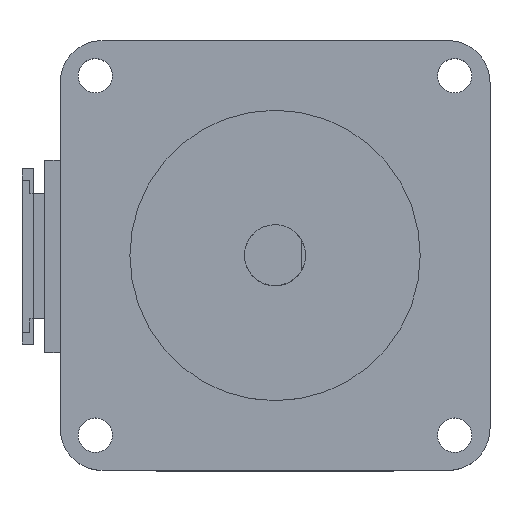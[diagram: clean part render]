
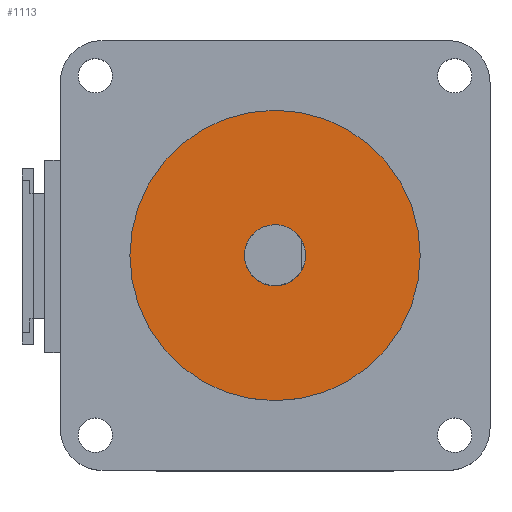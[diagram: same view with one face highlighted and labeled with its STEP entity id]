
A CAD part, top view. The second image highlights one B-rep face of the part: STEP entity #1113.
In plain terms, the highlighted planar face has unit normal (0, 0, 1).
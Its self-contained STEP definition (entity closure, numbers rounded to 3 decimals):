
#7 = DIRECTION ( 'NONE',  ( 0., 0., 1. ) ) ;
#90 = CARTESIAN_POINT ( 'NONE',  ( -4., 0., 1.6 ) ) ;
#146 = CARTESIAN_POINT ( 'NONE',  ( 0., 0., 1.6 ) ) ;
#190 = CIRCLE ( 'NONE', #4502, 19.05 ) ;
#266 = DIRECTION ( 'NONE',  ( 0., 0., -1. ) ) ;
#758 = CARTESIAN_POINT ( 'NONE',  ( 0., 0., 1.6 ) ) ;
#795 = FACE_OUTER_BOUND ( 'NONE', #4147, .T. ) ;
#817 = EDGE_CURVE ( 'NONE', #3101, #2217, #190, .T. ) ;
#849 = CARTESIAN_POINT ( 'NONE',  ( 0., 0., 1.6 ) ) ;
#908 = ORIENTED_EDGE ( 'NONE', *, *, #4660, .T. ) ;
#959 = DIRECTION ( 'NONE',  ( 0., 0., -1. ) ) ;
#1047 = CARTESIAN_POINT ( 'NONE',  ( 19.05, 0., 1.6 ) ) ;
#1113 = ADVANCED_FACE ( 'NONE', ( #795, #1618 ), #2004, .T. ) ;
#1597 = ORIENTED_EDGE ( 'NONE', *, *, #2582, .T. ) ;
#1603 = DIRECTION ( 'NONE',  ( 1., 0., 0. ) ) ;
#1618 = FACE_BOUND ( 'NONE', #1957, .T. ) ;
#1957 = EDGE_LOOP ( 'NONE', ( #5359, #908 ) ) ;
#2004 = PLANE ( 'NONE',  #2803 ) ;
#2128 = CARTESIAN_POINT ( 'NONE',  ( 0., 0., 1.6 ) ) ;
#2182 = DIRECTION ( 'NONE',  ( 1., 0., 0. ) ) ;
#2217 = VERTEX_POINT ( 'NONE', #1047 ) ;
#2262 = VERTEX_POINT ( 'NONE', #5195 ) ;
#2368 = ORIENTED_EDGE ( 'NONE', *, *, #817, .T. ) ;
#2381 = AXIS2_PLACEMENT_3D ( 'NONE', #146, #959, #3557 ) ;
#2425 = DIRECTION ( 'NONE',  ( 1., 0., 0. ) ) ;
#2582 = EDGE_CURVE ( 'NONE', #2217, #3101, #2606, .T. ) ;
#2606 = CIRCLE ( 'NONE', #3321, 19.05 ) ;
#2803 = AXIS2_PLACEMENT_3D ( 'NONE', #849, #7, #2425 ) ;
#3085 = CARTESIAN_POINT ( 'NONE',  ( 0., 0., 1.6 ) ) ;
#3101 = VERTEX_POINT ( 'NONE', #3283 ) ;
#3283 = CARTESIAN_POINT ( 'NONE',  ( -19.05, 0., 1.6 ) ) ;
#3321 = AXIS2_PLACEMENT_3D ( 'NONE', #758, #4979, #1603 ) ;
#3557 = DIRECTION ( 'NONE',  ( 1., 0., 0. ) ) ;
#3640 = CIRCLE ( 'NONE', #4779, 4. ) ;
#4019 = VERTEX_POINT ( 'NONE', #90 ) ;
#4053 = CIRCLE ( 'NONE', #2381, 4. ) ;
#4121 = EDGE_CURVE ( 'NONE', #4019, #2262, #4053, .T. ) ;
#4147 = EDGE_LOOP ( 'NONE', ( #2368, #1597 ) ) ;
#4289 = DIRECTION ( 'NONE',  ( 0., 0., 1. ) ) ;
#4502 = AXIS2_PLACEMENT_3D ( 'NONE', #2128, #4289, #2182 ) ;
#4660 = EDGE_CURVE ( 'NONE', #2262, #4019, #3640, .T. ) ;
#4779 = AXIS2_PLACEMENT_3D ( 'NONE', #3085, #266, #5257 ) ;
#4979 = DIRECTION ( 'NONE',  ( 0., 0., 1. ) ) ;
#5195 = CARTESIAN_POINT ( 'NONE',  ( 4., 0., 1.6 ) ) ;
#5257 = DIRECTION ( 'NONE',  ( 1., 0., 0. ) ) ;
#5359 = ORIENTED_EDGE ( 'NONE', *, *, #4121, .T. ) ;
